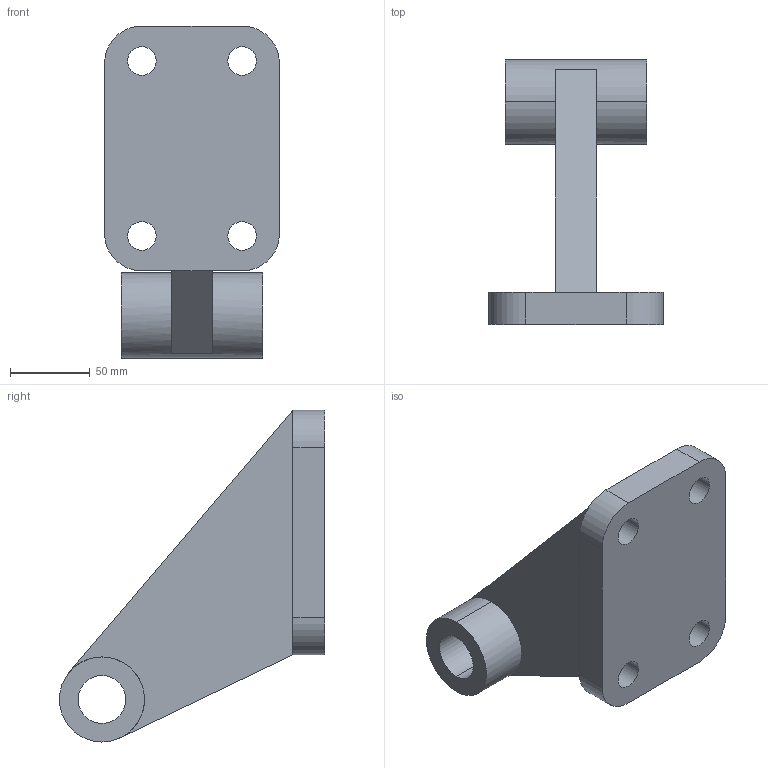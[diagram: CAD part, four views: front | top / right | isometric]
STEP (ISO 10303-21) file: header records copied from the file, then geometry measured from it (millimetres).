
FILE_DESCRIPTION(('STEP AP203'),'1');
FILE_NAME('chape_nh160.stp','2018-10-24T19:30:14',('TraceParts'),('TraceParts S.A.'),'Spatial InterOp 3D',' ',' ');
FILE_SCHEMA(('CONFIG_CONTROL_DESIGN'));
Length unit declared in the file: millimetre
Products named in the file (1): 1
Bounding box: 110 x 166.75 x 208.75 mm (x, y, z)
Volume: 770327.8 mm3; surface area: 98814.7 mm2
Topology: 1 solids, 1 shells, 29 faces, 77 edges, 50 vertices
Faces by surface type: cylinder 16, plane 13
Entity records: 979 total; most frequent: DIRECTION 173, CARTESIAN_POINT 157, ORIENTED_EDGE 154, EDGE_CURVE 77, AXIS2_PLACEMENT_3D 66, VERTEX_POINT 50, LINE 41, VECTOR 41
